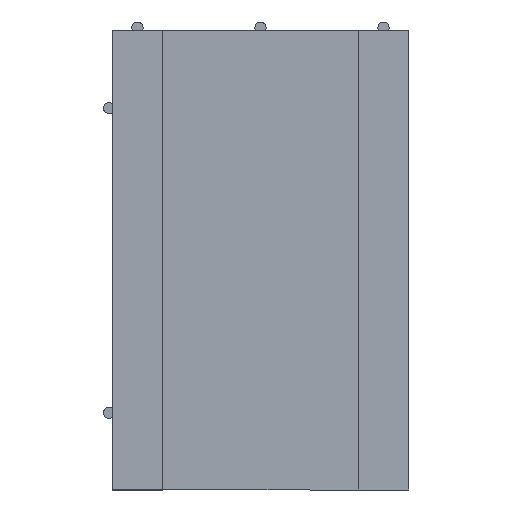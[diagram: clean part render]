
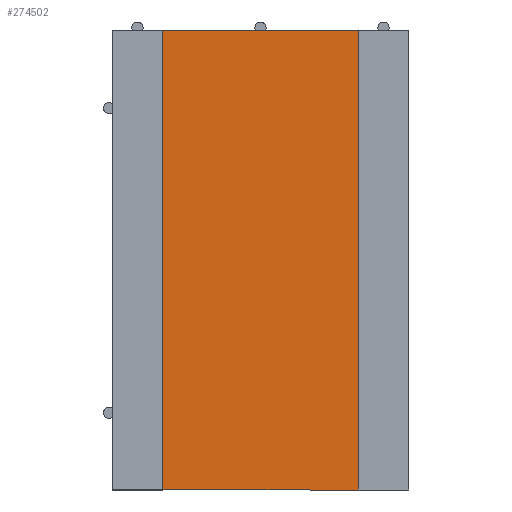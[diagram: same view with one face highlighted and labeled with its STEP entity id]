
A CAD part, front view. The second image highlights one B-rep face of the part: STEP entity #274502.
In plain terms, the highlighted planar face has unit normal (0, -1, 0).
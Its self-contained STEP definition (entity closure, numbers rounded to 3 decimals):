
#24374 = EDGE_CURVE ( 'NONE', #251982, #41518, #175719, .T. ) ;
#32806 = ORIENTED_EDGE ( 'NONE', *, *, #249637, .F. ) ;
#41518 = VERTEX_POINT ( 'NONE', #162843 ) ;
#46203 = ORIENTED_EDGE ( 'NONE', *, *, #181807, .F. ) ;
#48176 = DIRECTION ( 'NONE',  ( -1., 0., 0. ) ) ;
#56056 = AXIS2_PLACEMENT_3D ( 'NONE', #271450, #156007, #157017 ) ;
#69026 = VERTEX_POINT ( 'NONE', #100962 ) ;
#69495 = VERTEX_POINT ( 'NONE', #197108 ) ;
#79607 = CARTESIAN_POINT ( 'NONE',  ( 9., 0., -41.05 ) ) ;
#100962 = CARTESIAN_POINT ( 'NONE',  ( 9., 0., -82.1 ) ) ;
#113952 = LINE ( 'NONE', #255228, #185733 ) ;
#122821 = DIRECTION ( 'NONE',  ( 0., 0., 1. ) ) ;
#128004 = ORIENTED_EDGE ( 'NONE', *, *, #24374, .F. ) ;
#135847 = PLANE ( 'NONE',  #56056 ) ;
#142021 = DIRECTION ( 'NONE',  ( 0., 0., 1. ) ) ;
#149648 = VECTOR ( 'NONE', #122821, 1000. ) ;
#156007 = DIRECTION ( 'NONE',  ( 0., -1., 0. ) ) ;
#157017 = DIRECTION ( 'NONE',  ( 0., 0., -1. ) ) ;
#162843 = CARTESIAN_POINT ( 'NONE',  ( 44., 0., 0. ) ) ;
#175719 = LINE ( 'NONE', #241526, #283489 ) ;
#181807 = EDGE_CURVE ( 'NONE', #69026, #251982, #217975, .T. ) ;
#185733 = VECTOR ( 'NONE', #48176, 1000. ) ;
#190015 = EDGE_CURVE ( 'NONE', #69495, #41518, #263640, .T. ) ;
#195825 = ORIENTED_EDGE ( 'NONE', *, *, #190015, .T. ) ;
#197108 = CARTESIAN_POINT ( 'NONE',  ( 44., 0., -82.1 ) ) ;
#217975 = LINE ( 'NONE', #79607, #149648 ) ;
#221304 = FACE_OUTER_BOUND ( 'NONE', #280932, .T. ) ;
#241526 = CARTESIAN_POINT ( 'NONE',  ( 53., 0., 0. ) ) ;
#245782 = VECTOR ( 'NONE', #142021, 1000. ) ;
#249637 = EDGE_CURVE ( 'NONE', #69495, #69026, #113952, .T. ) ;
#251982 = VERTEX_POINT ( 'NONE', #272318 ) ;
#254463 = CARTESIAN_POINT ( 'NONE',  ( 44., 0., -41.05 ) ) ;
#255228 = CARTESIAN_POINT ( 'NONE',  ( 53., 0., -82.1 ) ) ;
#263640 = LINE ( 'NONE', #254463, #245782 ) ;
#271450 = CARTESIAN_POINT ( 'NONE',  ( 26.5, 0., -41.05 ) ) ;
#272318 = CARTESIAN_POINT ( 'NONE',  ( 9., 0., 0. ) ) ;
#274502 = ADVANCED_FACE ( 'NONE', ( #221304 ), #135847, .T. ) ;
#280932 = EDGE_LOOP ( 'NONE', ( #46203, #32806, #195825, #128004 ) ) ;
#283489 = VECTOR ( 'NONE', #287778, 1000. ) ;
#287778 = DIRECTION ( 'NONE',  ( 1., 0., 0. ) ) ;
